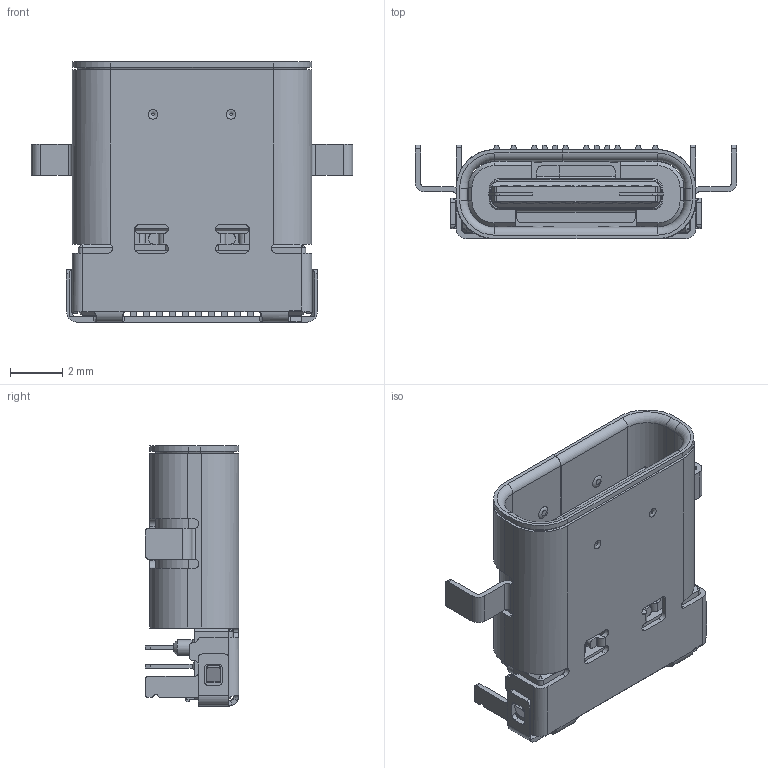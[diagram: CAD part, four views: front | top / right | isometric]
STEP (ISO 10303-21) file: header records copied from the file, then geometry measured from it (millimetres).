
FILE_DESCRIPTION(/* description */ ('Unknown'),/* implementation_level */ '2;1');
FILE_NAME(/* name */ '632723130112',/* time_stamp */ '2018-04-25T15:03:43+02:00',/* author */ ('Unknown'),/* organization */ ('Unknown'),/* preprocessor_version */ 'ST-DEVELOPER v16.7',/* originating_system */ 'DEX',/* authorisation */ $);
FILE_SCHEMA (('AUTOMOTIVE_DESIGN {1 0 10303 214 3 1 1}'));
Length unit declared in the file: millimetre
Products named in the file (22): 632723130112; 632723130112_Housing; 632723130112_Shielding_2; 632723130112_Shielding_4; 632723130112_PIN6_Bottom; 632723130112_PIN1_Top_mir; 632723130112_PIN1_Top; 632723130112_PIN2_Top_mir; 632723130112_PIN5_Bottom; 632723130112_Shielding_3; 632723130112_PIN4_Bottom_mir; 632723130112_PIN3_Bottom; 632723130112_PIN4_Bottom; 632723130112_PIN2_Bottom; 632723130112_PIN3_Bottom_mir; 632723130112_PIN2_Top; 632723130112_PIN6_Bottom_mir; 632723130112_Shielding_1; 632723130112_PIN1_Bottom; 632723130112_PIN5_Bottom_mir; 632723130112_PIN1_Bottom_mir; 632723130112_PIN2_Bottom_mir
Assembly tree (29 placements, depth 2):
  632723130112
    632723130112_Housing
    632723130112_Shielding_2
    632723130112_Shielding_4
    632723130112_PIN6_Bottom
    632723130112_PIN1_Top_mir  x2
    632723130112_PIN1_Top  x2
    632723130112_PIN2_Top_mir  x4
    632723130112_PIN5_Bottom
    632723130112_Shielding_3
    632723130112_PIN4_Bottom_mir
    632723130112_PIN3_Bottom
    632723130112_PIN4_Bottom
    632723130112_PIN2_Bottom
    632723130112_PIN3_Bottom_mir
    632723130112_PIN2_Top  x4
    632723130112_PIN6_Bottom_mir
    632723130112_Shielding_1
    632723130112_PIN1_Bottom
    632723130112_PIN5_Bottom_mir
    632723130112_PIN1_Bottom_mir
    632723130112_PIN2_Bottom_mir
Bounding box: 12.35 x 3.6 x 9.99 mm (x, y, z)
Volume: 141.2 mm3; surface area: 1297.8 mm2
Topology: 29 solids, 29 shells, 1903 faces, 5232 edges, 3365 vertices
Faces by surface type: plane 1348, cylinder 495, torus 26, cone 18, bspline 16
Full cylindrical faces by diameter (mm): 0.6 x2
Entity records: 55511 total; most frequent: CARTESIAN_POINT 10098, ORIENTED_EDGE 9546, DIRECTION 9143, EDGE_CURVE 4773, LINE 3733, VECTOR 3733, VERTEX_POINT 3100, AXIS2_PLACEMENT_3D 2705
